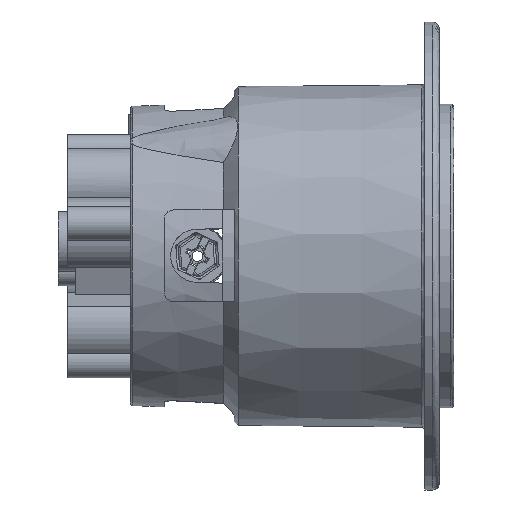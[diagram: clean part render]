
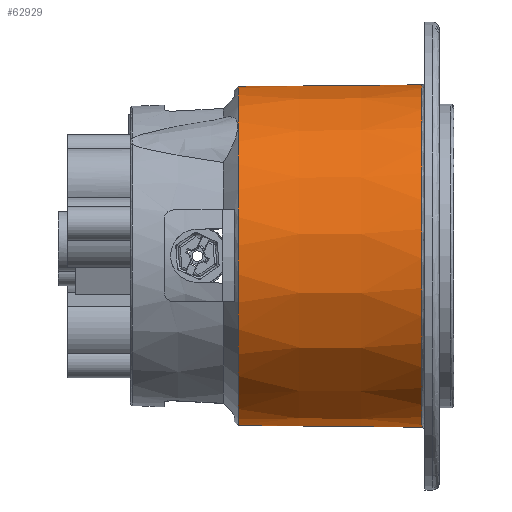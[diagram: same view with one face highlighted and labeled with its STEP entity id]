
A CAD part, top view. The second image highlights one B-rep face of the part: STEP entity #62929.
In plain terms, the highlighted conical face has half-angle 0.5 degrees and reference radius 27.901 mm.
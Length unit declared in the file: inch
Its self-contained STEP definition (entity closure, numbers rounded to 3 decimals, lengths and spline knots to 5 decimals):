
#1683 = EDGE_LOOP ( 'NONE', ( #62480 ) ) ;
#7839 = CIRCLE ( 'NONE', #11946, 1.09845 ) ;
#8100 = DIRECTION ( 'NONE',  ( 0., -0.736, -0.678 ) ) ;
#8206 = EDGE_CURVE ( 'NONE', #57501, #57501, #50878, .T. ) ;
#8436 = VERTEX_POINT ( 'NONE', #18156 ) ;
#10332 = AXIS2_PLACEMENT_3D ( 'NONE', #43178, #61986, #8100 ) ;
#11604 = FACE_OUTER_BOUND ( 'NONE', #1683, .T. ) ;
#11946 = AXIS2_PLACEMENT_3D ( 'NONE', #25235, #35596, #36563 ) ;
#14797 = EDGE_CURVE ( 'NONE', #8436, #8436, #7839, .T. ) ;
#18156 = CARTESIAN_POINT ( 'NONE',  ( -0.08255, -0.80793, -0.74421 ) ) ;
#19141 = CARTESIAN_POINT ( 'NONE',  ( 1.10617, -0.81556, -0.75124 ) ) ;
#25235 = CARTESIAN_POINT ( 'NONE',  ( -0.08255, 0., 0. ) ) ;
#27273 = FACE_BOUND ( 'NONE', #35730, .T. ) ;
#31085 = ORIENTED_EDGE ( 'NONE', *, *, #14797, .F. ) ;
#31476 = DIRECTION ( 'NONE',  ( 1., 0., 0. ) ) ;
#35596 = DIRECTION ( 'NONE',  ( -1., 0., 0. ) ) ;
#35730 = EDGE_LOOP ( 'NONE', ( #31085 ) ) ;
#36297 = CARTESIAN_POINT ( 'NONE',  ( -0.08255, 0., 0. ) ) ;
#36563 = DIRECTION ( 'NONE',  ( 0., -0.736, -0.678 ) ) ;
#42905 = CONICAL_SURFACE ( 'NONE', #50239, 1.09845, 0.009 ) ;
#43178 = CARTESIAN_POINT ( 'NONE',  ( 1.10617, 0., 0. ) ) ;
#50239 = AXIS2_PLACEMENT_3D ( 'NONE', #36297, #31476, #57117 ) ;
#50878 = CIRCLE ( 'NONE', #10332, 1.10883 ) ;
#57117 = DIRECTION ( 'NONE',  ( 0., 0., 1. ) ) ;
#57501 = VERTEX_POINT ( 'NONE', #19141 ) ;
#61986 = DIRECTION ( 'NONE',  ( 1., 0., 0. ) ) ;
#62480 = ORIENTED_EDGE ( 'NONE', *, *, #8206, .F. ) ;
#62929 = ADVANCED_FACE ( 'NONE', ( #27273, #11604 ), #42905, .T. ) ;
